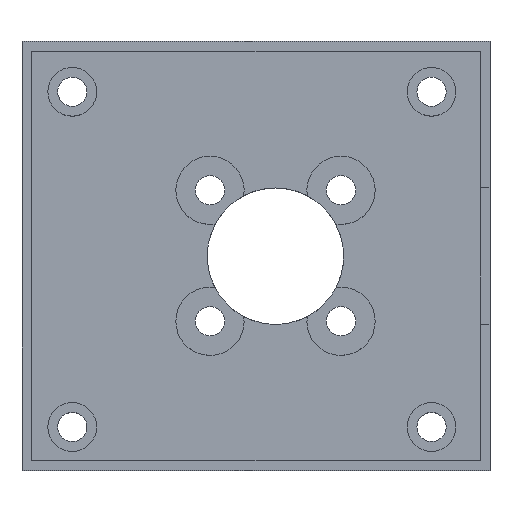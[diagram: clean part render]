
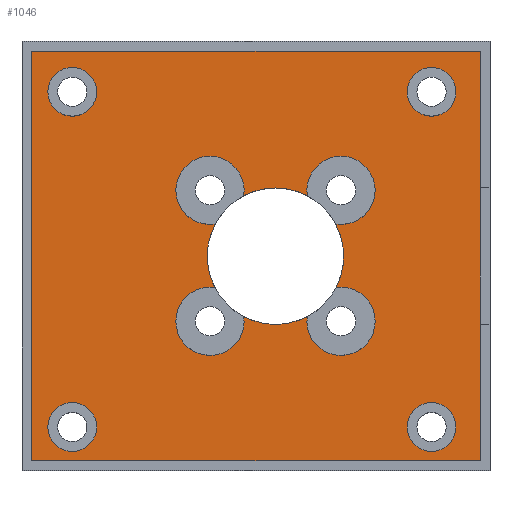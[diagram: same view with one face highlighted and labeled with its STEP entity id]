
A CAD part, top view. The second image highlights one B-rep face of the part: STEP entity #1046.
In plain terms, the highlighted planar face has unit normal (0, 0, 1).
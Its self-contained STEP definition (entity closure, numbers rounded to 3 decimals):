
#16=CIRCLE('',#1098,2.5);
#19=CIRCLE('',#1103,2.5);
#22=CIRCLE('',#1108,2.5);
#25=CIRCLE('',#1113,2.5);
#52=CIRCLE('',#1151,3.5);
#56=CIRCLE('',#1157,7.);
#57=CIRCLE('',#1158,3.5);
#58=CIRCLE('',#1159,7.);
#59=CIRCLE('',#1160,7.);
#60=CIRCLE('',#1161,3.5);
#61=CIRCLE('',#1162,7.);
#62=CIRCLE('',#1163,3.5);
#63=CIRCLE('',#1164,7.);
#112=FACE_BOUND('',#233,.T.);
#113=FACE_BOUND('',#234,.T.);
#114=FACE_BOUND('',#235,.T.);
#115=FACE_BOUND('',#236,.T.);
#116=FACE_BOUND('',#237,.T.);
#159=FACE_OUTER_BOUND('',#232,.T.);
#232=EDGE_LOOP('',(#867,#868,#869,#870));
#233=EDGE_LOOP('',(#871));
#234=EDGE_LOOP('',(#872));
#235=EDGE_LOOP('',(#873));
#236=EDGE_LOOP('',(#874));
#237=EDGE_LOOP('',(#875,#876,#877,#878,#879,#880,#881,#882,#883));
#300=LINE('',#1598,#389);
#306=LINE('',#1609,#395);
#308=LINE('',#1613,#397);
#310=LINE('',#1616,#399);
#389=VECTOR('',#1261,10.);
#395=VECTOR('',#1271,10.);
#397=VECTOR('',#1275,10.);
#399=VECTOR('',#1279,10.);
#466=VERTEX_POINT('',#1596);
#467=VERTEX_POINT('',#1597);
#470=VERTEX_POINT('',#1608);
#471=VERTEX_POINT('',#1612);
#475=VERTEX_POINT('',#1630);
#478=VERTEX_POINT('',#1639);
#481=VERTEX_POINT('',#1648);
#484=VERTEX_POINT('',#1657);
#511=VERTEX_POINT('',#1731);
#512=VERTEX_POINT('',#1732);
#516=VERTEX_POINT('',#1744);
#517=VERTEX_POINT('',#1746);
#518=VERTEX_POINT('',#1748);
#519=VERTEX_POINT('',#1750);
#520=VERTEX_POINT('',#1752);
#521=VERTEX_POINT('',#1754);
#522=VERTEX_POINT('',#1756);
#576=EDGE_CURVE('',#466,#467,#300,.T.);
#582=EDGE_CURVE('',#470,#466,#306,.T.);
#584=EDGE_CURVE('',#471,#470,#308,.T.);
#586=EDGE_CURVE('',#467,#471,#310,.T.);
#594=EDGE_CURVE('',#475,#475,#16,.T.);
#598=EDGE_CURVE('',#478,#478,#19,.T.);
#602=EDGE_CURVE('',#481,#481,#22,.T.);
#606=EDGE_CURVE('',#484,#484,#25,.T.);
#641=EDGE_CURVE('',#511,#512,#52,.T.);
#647=EDGE_CURVE('',#512,#516,#56,.T.);
#648=EDGE_CURVE('',#516,#517,#57,.T.);
#649=EDGE_CURVE('',#517,#518,#58,.T.);
#650=EDGE_CURVE('',#518,#519,#59,.T.);
#651=EDGE_CURVE('',#519,#520,#60,.T.);
#652=EDGE_CURVE('',#520,#521,#61,.T.);
#653=EDGE_CURVE('',#521,#522,#62,.T.);
#654=EDGE_CURVE('',#522,#511,#63,.T.);
#867=ORIENTED_EDGE('',*,*,#584,.T.);
#868=ORIENTED_EDGE('',*,*,#582,.T.);
#869=ORIENTED_EDGE('',*,*,#576,.T.);
#870=ORIENTED_EDGE('',*,*,#586,.T.);
#871=ORIENTED_EDGE('',*,*,#594,.T.);
#872=ORIENTED_EDGE('',*,*,#598,.T.);
#873=ORIENTED_EDGE('',*,*,#602,.T.);
#874=ORIENTED_EDGE('',*,*,#606,.T.);
#875=ORIENTED_EDGE('',*,*,#641,.T.);
#876=ORIENTED_EDGE('',*,*,#647,.T.);
#877=ORIENTED_EDGE('',*,*,#648,.T.);
#878=ORIENTED_EDGE('',*,*,#649,.T.);
#879=ORIENTED_EDGE('',*,*,#650,.T.);
#880=ORIENTED_EDGE('',*,*,#651,.T.);
#881=ORIENTED_EDGE('',*,*,#652,.T.);
#882=ORIENTED_EDGE('',*,*,#653,.T.);
#883=ORIENTED_EDGE('',*,*,#654,.T.);
#1003=PLANE('',#1156);
#1046=ADVANCED_FACE('',(#159,#112,#113,#114,#115,#116),#1003,.T.);
#1098=AXIS2_PLACEMENT_3D('',#1632,#1296,#1297);
#1103=AXIS2_PLACEMENT_3D('',#1641,#1307,#1308);
#1108=AXIS2_PLACEMENT_3D('',#1650,#1318,#1319);
#1113=AXIS2_PLACEMENT_3D('',#1659,#1329,#1330);
#1151=AXIS2_PLACEMENT_3D('',#1733,#1413,#1414);
#1156=AXIS2_PLACEMENT_3D('',#1743,#1425,#1426);
#1157=AXIS2_PLACEMENT_3D('',#1745,#1427,#1428);
#1158=AXIS2_PLACEMENT_3D('',#1747,#1429,#1430);
#1159=AXIS2_PLACEMENT_3D('',#1749,#1431,#1432);
#1160=AXIS2_PLACEMENT_3D('',#1751,#1433,#1434);
#1161=AXIS2_PLACEMENT_3D('',#1753,#1435,#1436);
#1162=AXIS2_PLACEMENT_3D('',#1755,#1437,#1438);
#1163=AXIS2_PLACEMENT_3D('',#1757,#1439,#1440);
#1164=AXIS2_PLACEMENT_3D('',#1758,#1441,#1442);
#1261=DIRECTION('',(0.,-1.,0.));
#1271=DIRECTION('',(-1.,0.,0.));
#1275=DIRECTION('',(0.,1.,0.));
#1279=DIRECTION('',(1.,0.,0.));
#1296=DIRECTION('center_axis',(0.,0.,-1.));
#1297=DIRECTION('ref_axis',(-1.,0.,0.));
#1307=DIRECTION('center_axis',(0.,0.,-1.));
#1308=DIRECTION('ref_axis',(-1.,0.,0.));
#1318=DIRECTION('center_axis',(0.,0.,-1.));
#1319=DIRECTION('ref_axis',(-1.,0.,0.));
#1329=DIRECTION('center_axis',(0.,0.,-1.));
#1330=DIRECTION('ref_axis',(-1.,0.,0.));
#1413=DIRECTION('center_axis',(0.,0.,-1.));
#1414=DIRECTION('ref_axis',(-1.,0.,0.));
#1425=DIRECTION('center_axis',(0.,0.,1.));
#1426=DIRECTION('ref_axis',(1.,0.,0.));
#1427=DIRECTION('center_axis',(0.,0.,-1.));
#1428=DIRECTION('ref_axis',(1.,0.,0.));
#1429=DIRECTION('center_axis',(0.,0.,-1.));
#1430=DIRECTION('ref_axis',(-1.,0.,0.));
#1431=DIRECTION('center_axis',(0.,0.,-1.));
#1432=DIRECTION('ref_axis',(1.,0.,0.));
#1433=DIRECTION('center_axis',(0.,0.,-1.));
#1434=DIRECTION('ref_axis',(1.,0.,0.));
#1435=DIRECTION('center_axis',(0.,0.,-1.));
#1436=DIRECTION('ref_axis',(-1.,0.,0.));
#1437=DIRECTION('center_axis',(0.,0.,-1.));
#1438=DIRECTION('ref_axis',(1.,0.,0.));
#1439=DIRECTION('center_axis',(0.,0.,-1.));
#1440=DIRECTION('ref_axis',(-1.,0.,0.));
#1441=DIRECTION('center_axis',(0.,0.,-1.));
#1442=DIRECTION('ref_axis',(1.,0.,0.));
#1596=CARTESIAN_POINT('',(-25.,21.,1.));
#1597=CARTESIAN_POINT('',(-25.,-21.,1.));
#1598=CARTESIAN_POINT('',(-25.,21.,1.));
#1608=CARTESIAN_POINT('',(21.,21.,1.));
#1609=CARTESIAN_POINT('',(21.,21.,1.));
#1612=CARTESIAN_POINT('',(21.,-21.,1.));
#1613=CARTESIAN_POINT('',(21.,-21.,1.));
#1616=CARTESIAN_POINT('',(-25.,-21.,1.));
#1630=CARTESIAN_POINT('',(18.502,16.854,1.));
#1632=CARTESIAN_POINT('Origin',(16.002,16.854,1.));
#1639=CARTESIAN_POINT('',(-18.344,16.854,1.));
#1641=CARTESIAN_POINT('Origin',(-20.844,16.854,1.));
#1648=CARTESIAN_POINT('',(18.502,-17.526,1.));
#1650=CARTESIAN_POINT('Origin',(16.002,-17.526,1.));
#1657=CARTESIAN_POINT('',(-18.344,-17.526,1.));
#1659=CARTESIAN_POINT('Origin',(-20.844,-17.526,1.));
#1731=CARTESIAN_POINT('',(6.22,-3.211,1.));
#1732=CARTESIAN_POINT('',(3.25,-6.2,1.));
#1733=CARTESIAN_POINT('Origin',(6.718,-6.675,1.));
#1743=CARTESIAN_POINT('Origin',(-2.,0.,1.));
#1744=CARTESIAN_POINT('',(-3.249,-6.2,1.));
#1745=CARTESIAN_POINT('Origin',(0.,0.,1.));
#1746=CARTESIAN_POINT('',(-6.22,-3.21,1.));
#1747=CARTESIAN_POINT('Origin',(-6.717,-6.675,1.));
#1748=CARTESIAN_POINT('',(-7.,0.,1.));
#1749=CARTESIAN_POINT('Origin',(0.,0.,1.));
#1750=CARTESIAN_POINT('',(-6.172,3.303,1.));
#1751=CARTESIAN_POINT('Origin',(0.,0.,1.));
#1752=CARTESIAN_POINT('',(-3.263,6.193,1.));
#1753=CARTESIAN_POINT('Origin',(-6.717,6.76,1.));
#1754=CARTESIAN_POINT('',(3.264,6.192,1.));
#1755=CARTESIAN_POINT('Origin',(0.,0.,1.));
#1756=CARTESIAN_POINT('',(6.172,3.303,1.));
#1757=CARTESIAN_POINT('Origin',(6.718,6.76,1.));
#1758=CARTESIAN_POINT('Origin',(0.,0.,1.));
